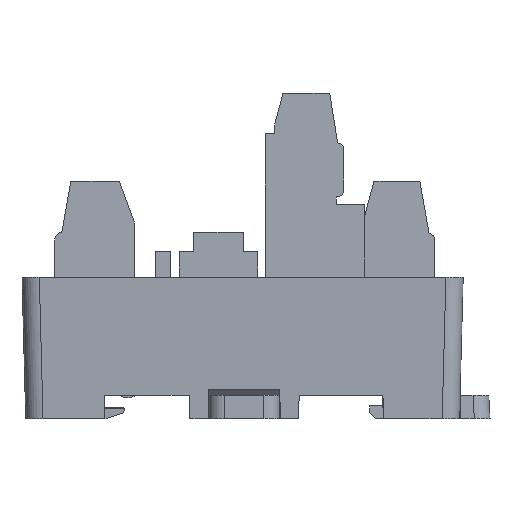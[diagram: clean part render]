
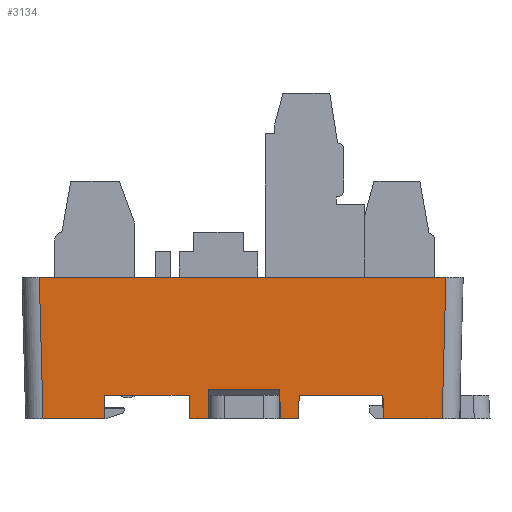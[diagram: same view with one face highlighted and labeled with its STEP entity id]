
A CAD part, left-side view. The second image highlights one B-rep face of the part: STEP entity #3134.
In plain terms, the highlighted planar face has unit normal (-1, 0, -0.026).
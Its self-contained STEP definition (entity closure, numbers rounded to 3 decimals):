
#1953=FACE_OUTER_BOUND('',#6039,.T.);
#3134=ADVANCED_FACE('',(#1953),#4395,.T.);
#4395=PLANE('',#24441);
#6039=EDGE_LOOP('',(#8117,#8118,#8119,#8120,#8121,#8122,#8123,#8124,#8125,
#8126,#8127,#8128,#8129,#8130,#8131,#8132));
#8117=ORIENTED_EDGE('',*,*,#16419,.T.);
#8118=ORIENTED_EDGE('',*,*,#16476,.T.);
#8119=ORIENTED_EDGE('',*,*,#16446,.T.);
#8120=ORIENTED_EDGE('',*,*,#16469,.F.);
#8121=ORIENTED_EDGE('',*,*,#16233,.T.);
#8122=ORIENTED_EDGE('',*,*,#16477,.F.);
#8123=ORIENTED_EDGE('',*,*,#16478,.F.);
#8124=ORIENTED_EDGE('',*,*,#16479,.T.);
#8125=ORIENTED_EDGE('',*,*,#16480,.F.);
#8126=ORIENTED_EDGE('',*,*,#16481,.T.);
#8127=ORIENTED_EDGE('',*,*,#16482,.F.);
#8128=ORIENTED_EDGE('',*,*,#16483,.T.);
#8129=ORIENTED_EDGE('',*,*,#16219,.T.);
#8130=ORIENTED_EDGE('',*,*,#16409,.T.);
#8131=ORIENTED_EDGE('',*,*,#16401,.T.);
#8132=ORIENTED_EDGE('',*,*,#16484,.T.);
#14066=VERTEX_POINT('',#32545);
#14067=VERTEX_POINT('',#32547);
#14080=VERTEX_POINT('',#32573);
#14081=VERTEX_POINT('',#32575);
#14210=VERTEX_POINT('',#32907);
#14211=VERTEX_POINT('',#32909);
#14221=VERTEX_POINT('',#32943);
#14222=VERTEX_POINT('',#32945);
#14240=VERTEX_POINT('',#32992);
#14241=VERTEX_POINT('',#32994);
#14253=VERTEX_POINT('',#33054);
#14254=VERTEX_POINT('',#33056);
#14255=VERTEX_POINT('',#33058);
#14256=VERTEX_POINT('',#33060);
#14257=VERTEX_POINT('',#33062);
#14258=VERTEX_POINT('',#33064);
#16219=EDGE_CURVE('',#14067,#14066,#19396,.T.);
#16233=EDGE_CURVE('',#14081,#14080,#19408,.T.);
#16401=EDGE_CURVE('',#14211,#14210,#19569,.T.);
#16409=EDGE_CURVE('',#14066,#14211,#19577,.T.);
#16419=EDGE_CURVE('',#14222,#14221,#19585,.T.);
#16446=EDGE_CURVE('',#14241,#14240,#19608,.T.);
#16469=EDGE_CURVE('',#14081,#14240,#19628,.T.);
#16476=EDGE_CURVE('',#14221,#14241,#19635,.T.);
#16477=EDGE_CURVE('',#14253,#14080,#19636,.T.);
#16478=EDGE_CURVE('',#14254,#14253,#19637,.T.);
#16479=EDGE_CURVE('',#14254,#14255,#19638,.T.);
#16480=EDGE_CURVE('',#14256,#14255,#19639,.T.);
#16481=EDGE_CURVE('',#14256,#14257,#19640,.T.);
#16482=EDGE_CURVE('',#14258,#14257,#19641,.T.);
#16483=EDGE_CURVE('',#14258,#14067,#19642,.T.);
#16484=EDGE_CURVE('',#14210,#14222,#19643,.T.);
#19396=LINE('',#32546,#21972);
#19408=LINE('',#32574,#21984);
#19569=LINE('',#32908,#22145);
#19577=LINE('',#32923,#22153);
#19585=LINE('',#32944,#22161);
#19608=LINE('',#32993,#22184);
#19628=LINE('',#33041,#22204);
#19635=LINE('',#33052,#22211);
#19636=LINE('',#33053,#22212);
#19637=LINE('',#33055,#22213);
#19638=LINE('',#33057,#22214);
#19639=LINE('',#33059,#22215);
#19640=LINE('',#33061,#22216);
#19641=LINE('',#33063,#22217);
#19642=LINE('',#33065,#22218);
#19643=LINE('',#33066,#22219);
#21972=VECTOR('',#26274,1.);
#21984=VECTOR('',#26290,1.);
#22145=VECTOR('',#26537,1.);
#22153=VECTOR('',#26549,1.);
#22161=VECTOR('',#26571,1.);
#22184=VECTOR('',#26608,1.);
#22204=VECTOR('',#26660,1.);
#22211=VECTOR('',#26675,1.);
#22212=VECTOR('',#26676,1.);
#22213=VECTOR('',#26677,1.);
#22214=VECTOR('',#26678,1.);
#22215=VECTOR('',#26679,1.);
#22216=VECTOR('',#26680,1.);
#22217=VECTOR('',#26681,1.);
#22218=VECTOR('',#26682,1.);
#22219=VECTOR('',#26683,1.);
#24441=AXIS2_PLACEMENT_3D('',#33067,#26684,#26685);
#26274=DIRECTION('',(0.,-1.,0.));
#26290=DIRECTION('',(0.,-1.,0.));
#26537=DIRECTION('',(0.,-1.,0.));
#26549=DIRECTION('',(0.026,-0.017,-1.));
#26571=DIRECTION('',(0.,1.,0.));
#26608=DIRECTION('',(0.,-1.,0.));
#26660=DIRECTION('',(0.026,0.017,-1.));
#26675=DIRECTION('',(0.026,-0.026,-0.999));
#26676=DIRECTION('',(-0.026,0.035,0.999));
#26677=DIRECTION('',(0.,1.,0.));
#26678=DIRECTION('',(-0.026,-0.009,1.));
#26679=DIRECTION('',(0.,1.,0.));
#26680=DIRECTION('',(0.026,-0.009,-1.));
#26681=DIRECTION('',(0.,1.,0.));
#26682=DIRECTION('',(-0.026,-0.035,0.999));
#26683=DIRECTION('',(-0.026,-0.026,0.999));
#26684=DIRECTION('',(-1.,0.,-0.026));
#26685=DIRECTION('',(0.026,0.,-1.));
#32545=CARTESIAN_POINT('',(-28.557,10.2,-15.));
#32546=CARTESIAN_POINT('',(-28.557,27.85,-15.));
#32547=CARTESIAN_POINT('',(-28.557,20.85,-15.));
#32573=CARTESIAN_POINT('',(-28.557,34.85,-15.));
#32574=CARTESIAN_POINT('',(-28.557,27.85,-15.));
#32575=CARTESIAN_POINT('',(-28.557,45.6,-15.));
#32907=CARTESIAN_POINT('',(-28.479,2.671,-18.));
#32908=CARTESIAN_POINT('',(-28.479,27.85,-18.));
#32909=CARTESIAN_POINT('',(-28.479,10.148,-18.));
#32923=CARTESIAN_POINT('',(-28.958,10.467,0.309));
#32943=CARTESIAN_POINT('',(-28.95,53.901,0.));
#32944=CARTESIAN_POINT('',(-28.95,28.35,0.));
#32945=CARTESIAN_POINT('',(-28.95,2.199,0.));
#32992=CARTESIAN_POINT('',(-28.479,45.652,-18.));
#32993=CARTESIAN_POINT('',(-28.479,28.35,-18.));
#32994=CARTESIAN_POINT('',(-28.479,53.429,-18.));
#33041=CARTESIAN_POINT('',(-28.526,45.621,-16.204));
#33052=CARTESIAN_POINT('',(-28.933,53.884,-0.66));
#33053=CARTESIAN_POINT('',(-28.526,34.808,-16.202));
#33054=CARTESIAN_POINT('',(-28.479,34.745,-18.));
#33055=CARTESIAN_POINT('',(-28.479,27.85,-18.));
#33056=CARTESIAN_POINT('',(-28.479,32.426,-18.));
#33057=CARTESIAN_POINT('',(-28.526,32.411,-16.204));
#33058=CARTESIAN_POINT('',(-28.576,32.394,-14.274));
#33059=CARTESIAN_POINT('',(-28.576,237.295,-14.274));
#33060=CARTESIAN_POINT('',(-28.576,23.306,-14.274));
#33061=CARTESIAN_POINT('',(-28.526,23.29,-16.204));
#33062=CARTESIAN_POINT('',(-28.479,23.274,-18.));
#33063=CARTESIAN_POINT('',(-28.479,27.85,-18.));
#33064=CARTESIAN_POINT('',(-28.479,20.955,-18.));
#33065=CARTESIAN_POINT('',(-28.943,20.336,-0.282));
#33066=CARTESIAN_POINT('',(-28.933,2.217,-0.66));
#33067=CARTESIAN_POINT('',(-28.95,28.35,-0.003));
